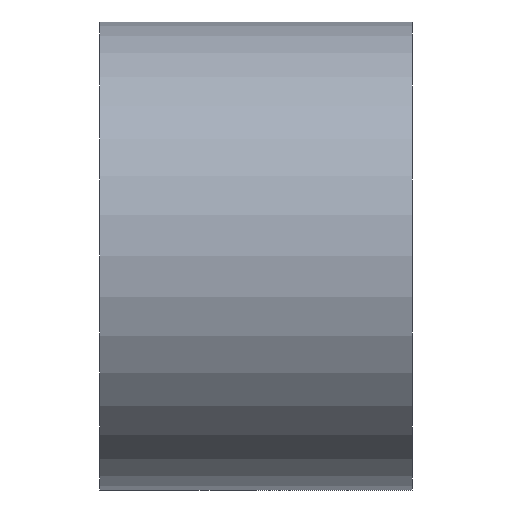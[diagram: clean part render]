
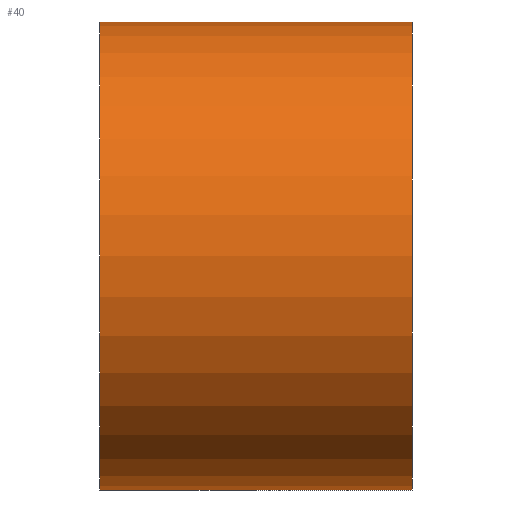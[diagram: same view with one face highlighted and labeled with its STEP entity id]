
A CAD part, left-side view. The second image highlights one B-rep face of the part: STEP entity #40.
In plain terms, the highlighted cylindrical face has radius 6 mm (diameter 12 mm), a partial arc.
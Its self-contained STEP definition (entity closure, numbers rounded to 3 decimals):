
#40 = ADVANCED_FACE( '', ( #74 ), #75, .T. );
#74 = FACE_OUTER_BOUND( '', #99, .T. );
#75 = CYLINDRICAL_SURFACE( '', #100, 6. );
#99 = EDGE_LOOP( '', ( #143, #144, #145, #146 ) );
#100 = AXIS2_PLACEMENT_3D( '', #147, #148, #149 );
#143 = ORIENTED_EDGE( '', *, *, #161, .T. );
#144 = ORIENTED_EDGE( '', *, *, #159, .F. );
#145 = ORIENTED_EDGE( '', *, *, #164, .F. );
#146 = ORIENTED_EDGE( '', *, *, #152, .T. );
#147 = CARTESIAN_POINT( '', ( -8., 4., 0. ) );
#148 = DIRECTION( '', ( 0., 1., 0. ) );
#149 = DIRECTION( '', ( 0., 0., -1. ) );
#152 = EDGE_CURVE( '', #172, #170, #173, .T. );
#159 = EDGE_CURVE( '', #183, #178, #185, .T. );
#161 = EDGE_CURVE( '', #170, #178, #187, .T. );
#164 = EDGE_CURVE( '', #172, #183, #190, .T. );
#170 = VERTEX_POINT( '', #196 );
#172 = VERTEX_POINT( '', #199 );
#173 = LINE( '', #200, #201 );
#178 = VERTEX_POINT( '', #208 );
#183 = VERTEX_POINT( '', #215 );
#185 = LINE( '', #218, #219 );
#187 = CIRCLE( '', #221, 6. );
#190 = CIRCLE( '', #224, 6. );
#196 = CARTESIAN_POINT( '', ( -8., -4., -6. ) );
#199 = CARTESIAN_POINT( '', ( -8., 4., -6. ) );
#200 = CARTESIAN_POINT( '', ( -8., 4., -6. ) );
#201 = VECTOR( '', #229, 1000. );
#208 = CARTESIAN_POINT( '', ( -8., -4., 6. ) );
#215 = CARTESIAN_POINT( '', ( -8., 4., 6. ) );
#218 = CARTESIAN_POINT( '', ( -8., 4., 6. ) );
#219 = VECTOR( '', #235, 1000. );
#221 = AXIS2_PLACEMENT_3D( '', #236, #237, #238 );
#224 = AXIS2_PLACEMENT_3D( '', #242, #243, #244 );
#229 = DIRECTION( '', ( 0., -1., 0. ) );
#235 = DIRECTION( '', ( 0., -1., 0. ) );
#236 = CARTESIAN_POINT( '', ( -8., -4., 0. ) );
#237 = DIRECTION( '', ( 0., 1., 0. ) );
#238 = DIRECTION( '', ( 1., 0., 0. ) );
#242 = CARTESIAN_POINT( '', ( -8., 4., 0. ) );
#243 = DIRECTION( '', ( 0., 1., 0. ) );
#244 = DIRECTION( '', ( 1., 0., 0. ) );
